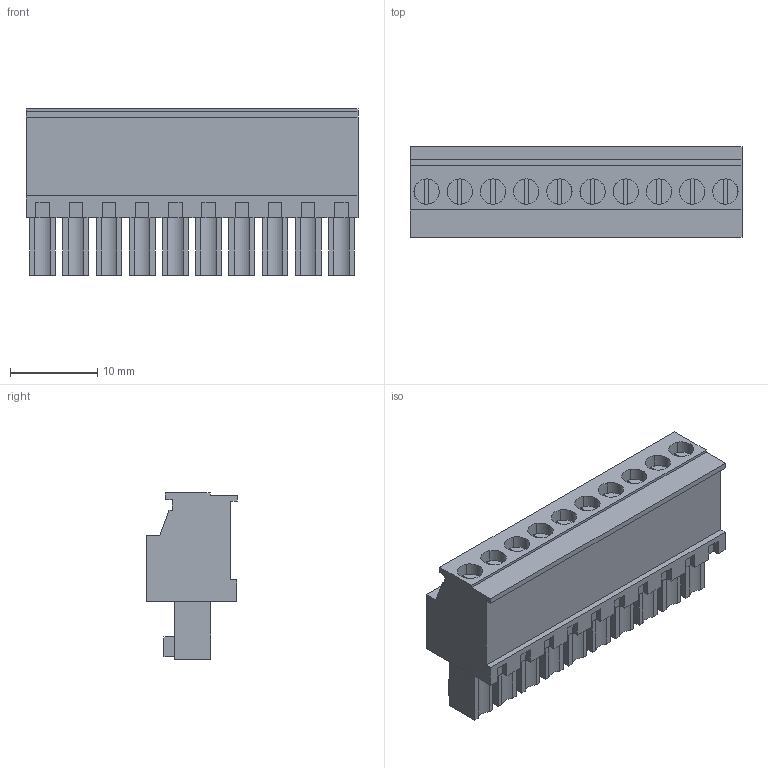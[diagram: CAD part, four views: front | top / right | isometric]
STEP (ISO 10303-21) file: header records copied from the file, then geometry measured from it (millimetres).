
FILE_DESCRIPTION(('CATIA V5 STEP Exchange','CAx-IF Rec.Pracs.--- Model Styling and Organization---1.2---2011-12-15'),'2;1');
FILE_NAME ('D1456432_0_1798610000_1798610000.stp','2017-04-12T06:52:20+00:00',('none'),('Weidmueller'),'CATIA Version 5-6 Release 2014','CATIA V5 STEP AP214','none');
FILE_SCHEMA(('AUTOMOTIVE_DESIGN { 1 0 10303 214 1 1 1 1 }'));
Length unit declared in the file: millimetre
Products named in the file (1): 1798610000
Bounding box: 38.1 x 10.4 x 19.1 mm (x, y, z)
Volume: 4677.5 mm3; surface area: 3864.2 mm2
Topology: 11 solids, 11 shells, 444 faces, 1152 edges, 780 vertices
Faces by surface type: plane 374, cylinder 70
Entity records: 12597 total; most frequent: CARTESIAN_POINT 2324, ORIENTED_EDGE 2304, DIRECTION 1694, EDGE_CURVE 1152, VECTOR 972, LINE 972, VERTEX_POINT 780, EDGE_LOOP 494
